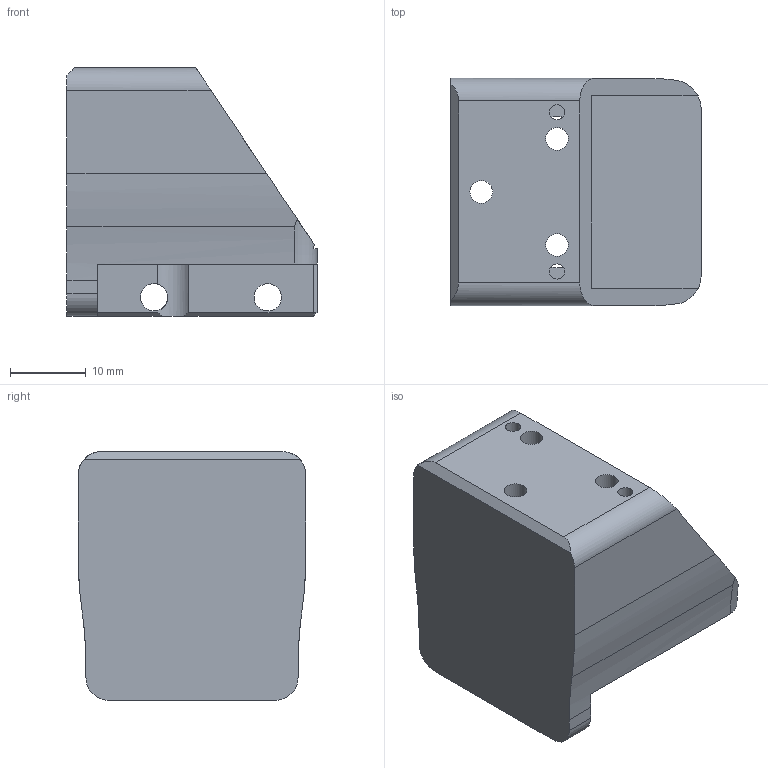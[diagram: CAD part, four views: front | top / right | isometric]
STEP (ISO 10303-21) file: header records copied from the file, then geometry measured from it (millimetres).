
FILE_DESCRIPTION(/* description */ (''),/* implementation_level */ '2;1');
FILE_NAME(/* name */ 'evetac-robotis-adapter.step',/* time_stamp */ '2023-11-10T15:52:13+01:00',/* author */ (''),/* organization */ (''),/* preprocessor_version */ 'ST-DEVELOPER v20',/* originating_system */ 'Autodesk Translation Framework v12.14.0.127',/* authorisation */ '');
FILE_SCHEMA (('AUTOMOTIVE_DESIGN { 1 0 10303 214 3 1 1 }'));
Length unit declared in the file: millimetre
Products named in the file (1): evetac-gelsight-robotis-adapter
Bounding box: 33 x 30 x 32.8 mm (x, y, z)
Volume: 8499.4 mm3; surface area: 7585.1 mm2
Topology: 1 solids, 1 shells, 56 faces, 169 edges, 110 vertices
Faces by surface type: plane 34, cylinder 20, torus 2
Full cylindrical faces by diameter (mm): 2 x2, 3 x3, 3.6 x2, 6 x3
Entity records: 2058 total; most frequent: CARTESIAN_POINT 433, ORIENTED_EDGE 338, DIRECTION 327, EDGE_CURVE 169, AXIS2_PLACEMENT_3D 113, VERTEX_POINT 110, LINE 101, VECTOR 101
